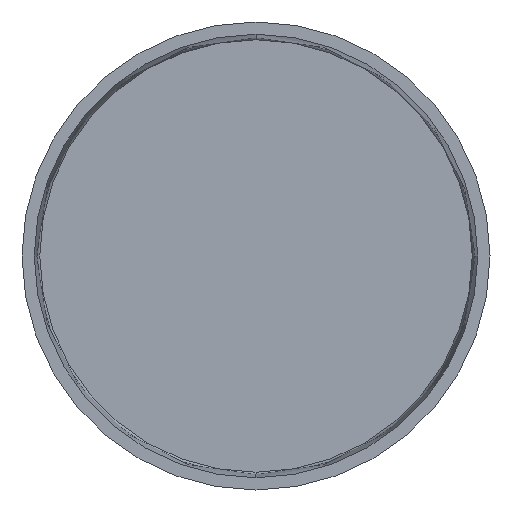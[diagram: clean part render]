
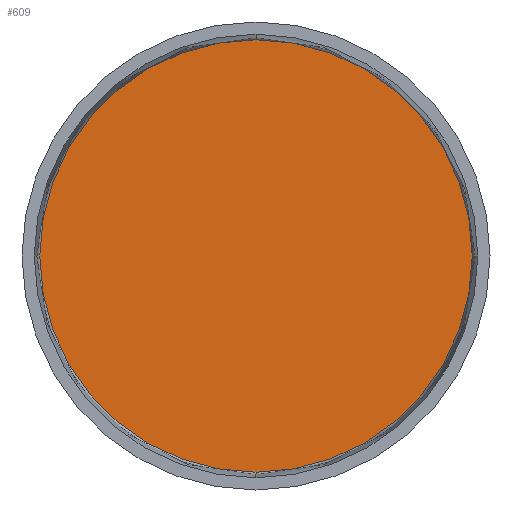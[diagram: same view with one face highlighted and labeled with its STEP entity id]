
A CAD part, front view. The second image highlights one B-rep face of the part: STEP entity #609.
In plain terms, the highlighted planar face has unit normal (0, -1, 0).
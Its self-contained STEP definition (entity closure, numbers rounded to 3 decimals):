
#16 = VERTEX_POINT ( 'NONE', #209 ) ;
#52 = EDGE_LOOP ( 'NONE', ( #220, #223 ) ) ;
#54 = CARTESIAN_POINT ( 'NONE',  ( -8.8, 6.7, 0. ) ) ;
#56 = FACE_OUTER_BOUND ( 'NONE', #52, .T. ) ;
#208 = CARTESIAN_POINT ( 'NONE',  ( 0., 6.7, -8.8 ) ) ;
#209 = CARTESIAN_POINT ( 'NONE',  ( 0., 6.7, 8.8 ) ) ;
#219 = PLANE ( 'NONE',  #462 ) ;
#220 = ORIENTED_EDGE ( 'NONE', *, *, #638, .F. ) ;
#223 = ORIENTED_EDGE ( 'NONE', *, *, #652, .F. ) ;
#226 = DIRECTION ( 'NONE',  ( 0., -1., 0. ) ) ;
#230 = DIRECTION ( 'NONE',  ( 0., 0., -1. ) ) ;
#257 = VERTEX_POINT ( 'NONE', #208 ) ;
#462 = AXIS2_PLACEMENT_3D ( 'NONE', #54, #226, #230 ) ;
#489 = CARTESIAN_POINT ( 'NONE',  ( 0., 6.7, 0. ) ) ;
#503 = CARTESIAN_POINT ( 'NONE',  ( 0., 6.7, 0. ) ) ;
#526 = DIRECTION ( 'NONE',  ( 0., 1., 0. ) ) ;
#541 = DIRECTION ( 'NONE',  ( 0., 0., 1. ) ) ;
#547 = DIRECTION ( 'NONE',  ( 0., 1., 0. ) ) ;
#552 = DIRECTION ( 'NONE',  ( 0., 0., 1. ) ) ;
#578 = CIRCLE ( 'NONE', #586, 8.8 ) ;
#586 = AXIS2_PLACEMENT_3D ( 'NONE', #489, #526, #552 ) ;
#609 = ADVANCED_FACE ( 'NONE', ( #56 ), #219, .T. ) ;
#638 = EDGE_CURVE ( 'NONE', #16, #257, #578, .T. ) ;
#652 = EDGE_CURVE ( 'NONE', #257, #16, #676, .T. ) ;
#674 = AXIS2_PLACEMENT_3D ( 'NONE', #503, #547, #541 ) ;
#676 = CIRCLE ( 'NONE', #674, 8.8 ) ;
